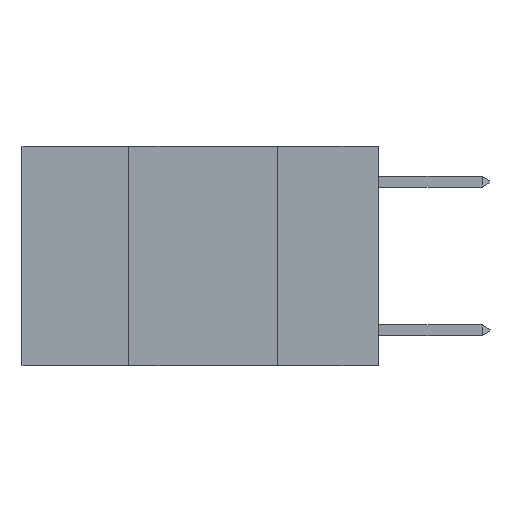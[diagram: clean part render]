
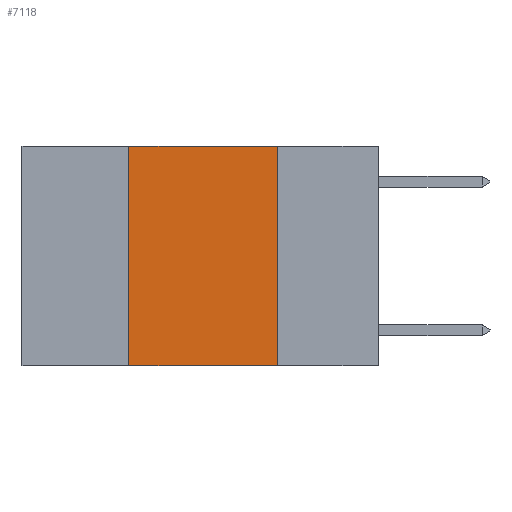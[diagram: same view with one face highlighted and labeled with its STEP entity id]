
A CAD part, left-side view. The second image highlights one B-rep face of the part: STEP entity #7118.
In plain terms, the highlighted planar face has unit normal (-1, 0, 0).
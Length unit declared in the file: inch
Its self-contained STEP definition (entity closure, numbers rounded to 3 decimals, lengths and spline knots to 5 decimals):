
#313 = ORIENTED_EDGE ( 'NONE', *, *, #14458, .T. ) ;
#667 = DIRECTION ( 'NONE',  ( 0., 0., -1. ) ) ;
#915 = VERTEX_POINT ( 'NONE', #5924 ) ;
#2780 = EDGE_CURVE ( 'NONE', #915, #17951, #4208, .T. ) ;
#2979 = LINE ( 'NONE', #6322, #6346 ) ;
#3078 = DIRECTION ( 'NONE',  ( 0., -1., 0. ) ) ;
#4208 = LINE ( 'NONE', #7537, #12157 ) ;
#5642 = VERTEX_POINT ( 'NONE', #5888 ) ;
#5728 = LINE ( 'NONE', #16169, #17709 ) ;
#5793 = DIRECTION ( 'NONE',  ( 0., 0., -1. ) ) ;
#5888 = CARTESIAN_POINT ( 'NONE',  ( 0., 0.42, -0.37 ) ) ;
#5924 = CARTESIAN_POINT ( 'NONE',  ( 0., 0.17, 0. ) ) ;
#6322 = CARTESIAN_POINT ( 'NONE',  ( 0., 0.6, -0.37 ) ) ;
#6346 = VECTOR ( 'NONE', #13544, 39.37008 ) ;
#6652 = CARTESIAN_POINT ( 'NONE',  ( 0., 0.6, 0. ) ) ;
#7118 = ADVANCED_FACE ( 'NONE', ( #9392 ), #15545, .F. ) ;
#7537 = CARTESIAN_POINT ( 'NONE',  ( 0., 0.17, 0. ) ) ;
#8350 = ORIENTED_EDGE ( 'NONE', *, *, #10777, .F. ) ;
#9392 = FACE_OUTER_BOUND ( 'NONE', #17713, .T. ) ;
#10517 = CARTESIAN_POINT ( 'NONE',  ( 0., 0.6, 0. ) ) ;
#10777 = EDGE_CURVE ( 'NONE', #5642, #18307, #5728, .T. ) ;
#12034 = ORIENTED_EDGE ( 'NONE', *, *, #2780, .F. ) ;
#12157 = VECTOR ( 'NONE', #5793, 39.37008 ) ;
#13237 = EDGE_CURVE ( 'NONE', #18307, #915, #13540, .T. ) ;
#13540 = LINE ( 'NONE', #10517, #16284 ) ;
#13544 = DIRECTION ( 'NONE',  ( 0., -1., 0. ) ) ;
#14076 = DIRECTION ( 'NONE',  ( 1., 0., 0. ) ) ;
#14458 = EDGE_CURVE ( 'NONE', #5642, #17951, #2979, .T. ) ;
#15516 = AXIS2_PLACEMENT_3D ( 'NONE', #6652, #14076, #667 ) ;
#15545 = PLANE ( 'NONE',  #15516 ) ;
#16169 = CARTESIAN_POINT ( 'NONE',  ( 0., 0.42, 0. ) ) ;
#16264 = DIRECTION ( 'NONE',  ( 0., 0., 1. ) ) ;
#16284 = VECTOR ( 'NONE', #3078, 39.37008 ) ;
#17236 = ORIENTED_EDGE ( 'NONE', *, *, #13237, .F. ) ;
#17709 = VECTOR ( 'NONE', #16264, 39.37008 ) ;
#17713 = EDGE_LOOP ( 'NONE', ( #12034, #17236, #8350, #313 ) ) ;
#17951 = VERTEX_POINT ( 'NONE', #18145 ) ;
#18145 = CARTESIAN_POINT ( 'NONE',  ( 0., 0.17, -0.37 ) ) ;
#18307 = VERTEX_POINT ( 'NONE', #19273 ) ;
#19273 = CARTESIAN_POINT ( 'NONE',  ( 0., 0.42, 0. ) ) ;
